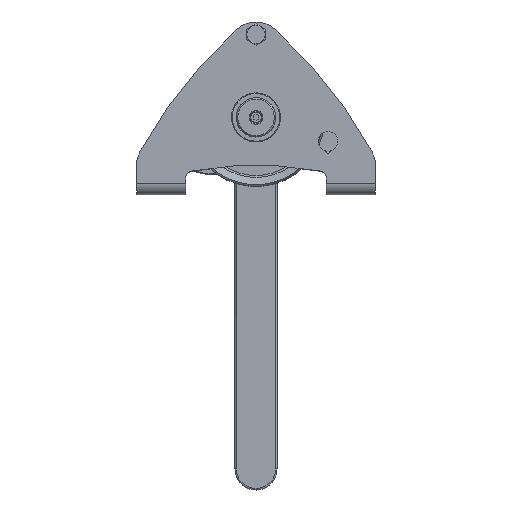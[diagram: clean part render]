
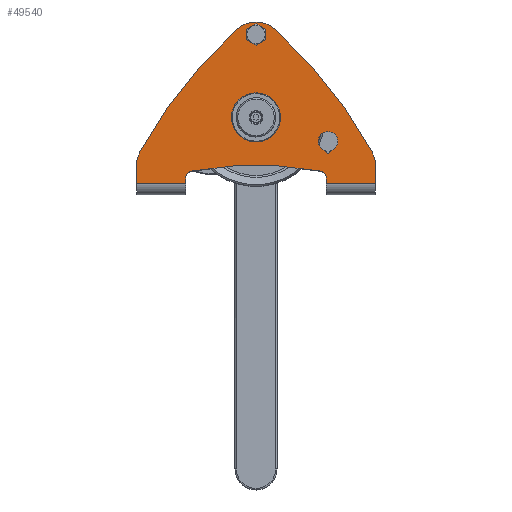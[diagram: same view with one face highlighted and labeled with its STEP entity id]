
A CAD part, top view. The second image highlights one B-rep face of the part: STEP entity #49540.
In plain terms, the highlighted face is planar.
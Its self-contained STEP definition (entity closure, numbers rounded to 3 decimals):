
#38010=CARTESIAN_POINT('',(-49.754,-23.837,
0.5));
#38020=VERTEX_POINT('',#38010);
#38070=CARTESIAN_POINT('',(-51.254,-17.,0.5));
#38080=DIRECTION('',(0.,0.,1.));
#38090=DIRECTION('',(0.,1.,0.));
#38100=AXIS2_PLACEMENT_3D('',#38070,#38080,#38090);
#38110=CIRCLE('',#38100,7.);
#38120=CARTESIAN_POINT('',(-52.754,-23.837,
0.5));
#38130=VERTEX_POINT('',#38120);
#38140=EDGE_CURVE('',#38020,#38130,#38110,.T.);
#38990=CARTESIAN_POINT('',(-49.754,-24.,
0.5));
#39000=VERTEX_POINT('',#38990);
#39030=CARTESIAN_POINT('',(-49.754,0.,0.5));
#39040=DIRECTION('',(0.,-1.,0.));
#39050=VECTOR('',#39040,1.);
#39060=LINE('',#39030,#39050);
#39070=EDGE_CURVE('',#38020,#39000,#39060,.T.);
#39660=CARTESIAN_POINT('',(-52.754,-24.,
0.5));
#39670=VERTEX_POINT('',#39660);
#39700=CARTESIAN_POINT('',(-51.254,-24.,
0.5));
#39710=DIRECTION('',(0.,0.,-1.));
#39720=DIRECTION('',(-1.,0.,0.));
#39730=AXIS2_PLACEMENT_3D('',#39700,#39710,#39720);
#39740=CIRCLE('',#39730,1.5);
#39750=EDGE_CURVE('',#39000,#39670,#39740,.T.);
#41500=CARTESIAN_POINT('',(-52.754,0.,0.5));
#41510=DIRECTION('',(0.,1.,0.));
#41520=VECTOR('',#41510,1.);
#41530=LINE('',#41500,#41520);
#41540=EDGE_CURVE('',#39670,#38130,#41530,.T.);
#41780=CARTESIAN_POINT('',(-45.909,-38.209,
0.5));
#41790=VERTEX_POINT('',#41780);
#41820=CARTESIAN_POINT('',(-45.,-43.125,
0.5));
#41830=DIRECTION('',(0.,0.,-1.));
#41840=DIRECTION('',(-1.,0.,0.));
#41850=AXIS2_PLACEMENT_3D('',#41820,#41830,#41840);
#41860=CIRCLE('',#41850,5.);
#41870=CARTESIAN_POINT('',(-50.,-43.125,0.5));
#41880=VERTEX_POINT('',#41870);
#41890=EDGE_CURVE('',#41880,#41790,#41860,.T.);
#45430=CARTESIAN_POINT('',(45.909,-38.209,
0.5));
#45440=VERTEX_POINT('',#45430);
#45470=CARTESIAN_POINT('',(0.,-286.5,
0.5));
#45480=DIRECTION('',(0.,0.,-1.));
#45490=DIRECTION('',(1.,0.,0.));
#45500=AXIS2_PLACEMENT_3D('',#45470,#45480,#45490);
#45510=CIRCLE('',#45500,252.5);
#45520=EDGE_CURVE('',#41790,#45440,#45510,.T.);
#46530=CARTESIAN_POINT('',(-50.,0.,0.5));
#46540=DIRECTION('',(0.,1.,0.));
#46550=VECTOR('',#46540,1.);
#46560=LINE('',#46530,#46550);
#46570=CARTESIAN_POINT('',(-50.,-47.,
0.5));
#46580=VERTEX_POINT('',#46570);
#46590=EDGE_CURVE('',#46580,#41880,#46560,.T.);
#47770=CARTESIAN_POINT('',(-33.5,-0.121,0.5));
#47780=DIRECTION('',(0.,0.,-1.));
#47790=DIRECTION('',(-1.,0.,0.));
#47800=AXIS2_PLACEMENT_3D('',#47770,#47780,#47790);
#47810=PLANE('',#47800);
#47820=CARTESIAN_POINT('',(0.,0.,
0.5));
#47830=DIRECTION('',(0.,0.,-1.));
#47840=DIRECTION('',(-0.498,-0.867,0.));
#47850=AXIS2_PLACEMENT_3D('',#47820,#47830,#47840);
#47860=CIRCLE('',#47850,17.5);
#47870=CARTESIAN_POINT('',(1.5,-17.436,0.5));
#47880=VERTEX_POINT('',#47870);
#47890=CARTESIAN_POINT('',(-8.712,-15.177,
0.5));
#47900=VERTEX_POINT('',#47890);
#47910=EDGE_CURVE('',#47880,#47900,#47860,.T.);
#47920=ORIENTED_EDGE('',*,*,#47910,.F.);
#47930=CARTESIAN_POINT('',(8.712,15.177,
0.5));
#47940=VERTEX_POINT('',#47930);
#47950=EDGE_CURVE('',#47900,#47940,#47860,.T.);
#47960=ORIENTED_EDGE('',*,*,#47950,.F.);
#47970=EDGE_CURVE('',#47940,#47880,#47860,.T.);
#47980=ORIENTED_EDGE('',*,*,#47970,.F.);
#47990=EDGE_LOOP('',(#47980,#47960,#47920));
#48000=FACE_BOUND('',#47990,.T.);
#48010=CARTESIAN_POINT('',(0.,66.506,0.5));
#48020=DIRECTION('',(0.866,0.5,0.));
#48030=VECTOR('',#48020,1.);
#48040=LINE('',#48010,#48030);
#48050=CARTESIAN_POINT('',(-6.5,62.753,
0.5));
#48060=VERTEX_POINT('',#48050);
#48070=CARTESIAN_POINT('',(0.,66.506,
0.5));
#48080=VERTEX_POINT('',#48070);
#48090=EDGE_CURVE('',#48060,#48080,#48040,.T.);
#48100=ORIENTED_EDGE('',*,*,#48090,.F.);
#48110=CARTESIAN_POINT('',(0.,66.506,0.5));
#48120=DIRECTION('',(0.866,-0.5,0.));
#48130=VECTOR('',#48120,1.);
#48140=LINE('',#48110,#48130);
#48150=CARTESIAN_POINT('',(6.5,62.753,0.5));
#48160=VERTEX_POINT('',#48150);
#48170=EDGE_CURVE('',#48080,#48160,#48140,.T.);
#48180=ORIENTED_EDGE('',*,*,#48170,.F.);
#48190=CARTESIAN_POINT('',(6.5,0.,0.5));
#48200=DIRECTION('',(0.,-1.,0.));
#48210=VECTOR('',#48200,1.);
#48220=LINE('',#48190,#48210);
#48230=CARTESIAN_POINT('',(6.5,55.247,0.5));
#48240=VERTEX_POINT('',#48230);
#48250=EDGE_CURVE('',#48160,#48240,#48220,.T.);
#48260=ORIENTED_EDGE('',*,*,#48250,.F.);
#48270=CARTESIAN_POINT('',(0.,51.494,0.5));
#48280=DIRECTION('',(-0.866,-0.5,0.));
#48290=VECTOR('',#48280,1.);
#48300=LINE('',#48270,#48290);
#48310=CARTESIAN_POINT('',(0.,51.494,
0.5));
#48320=VERTEX_POINT('',#48310);
#48330=EDGE_CURVE('',#48240,#48320,#48300,.T.);
#48340=ORIENTED_EDGE('',*,*,#48330,.F.);
#48350=CARTESIAN_POINT('',(0.,51.494,0.5));
#48360=DIRECTION('',(-0.866,0.5,0.));
#48370=VECTOR('',#48360,1.);
#48380=LINE('',#48350,#48370);
#48390=CARTESIAN_POINT('',(-6.5,55.247,0.5));
#48400=VERTEX_POINT('',#48390);
#48410=EDGE_CURVE('',#48320,#48400,#48380,.T.);
#48420=ORIENTED_EDGE('',*,*,#48410,.F.);
#48430=CARTESIAN_POINT('',(-6.5,0.,0.5));
#48440=DIRECTION('',(0.,1.,0.));
#48450=VECTOR('',#48440,1.);
#48460=LINE('',#48430,#48450);
#48470=EDGE_CURVE('',#48400,#48060,#48460,.T.);
#48480=ORIENTED_EDGE('',*,*,#48470,.F.);
#48490=EDGE_LOOP('',(#48480,#48420,#48340,#48260,#48180,#48100));
#48500=FACE_BOUND('',#48490,.T.);
#48510=ORIENTED_EDGE('',*,*,#39070,.F.);
#48520=ORIENTED_EDGE('',*,*,#39750,.F.);
#48530=ORIENTED_EDGE('',*,*,#41540,.F.);
#48540=ORIENTED_EDGE('',*,*,#38140,.T.);
#48550=EDGE_LOOP('',(#48540,#48530,#48520,#48510));
#48560=FACE_BOUND('',#48550,.T.);
#48570=ORIENTED_EDGE('',*,*,#41890,.F.);
#48580=ORIENTED_EDGE('',*,*,#45520,.F.);
#48590=CARTESIAN_POINT('',(45.,-43.125,0.5));
#48600=DIRECTION('',(0.,0.,-1.));
#48610=DIRECTION('',(-1.,0.,0.));
#48620=AXIS2_PLACEMENT_3D('',#48590,#48600,#48610);
#48630=CIRCLE('',#48620,5.);
#48640=CARTESIAN_POINT('',(50.,-43.125,0.5));
#48650=VERTEX_POINT('',#48640);
#48660=EDGE_CURVE('',#45440,#48650,#48630,.T.);
#48670=ORIENTED_EDGE('',*,*,#48660,.F.);
#48680=CARTESIAN_POINT('',(50.,0.,0.5));
#48690=DIRECTION('',(0.,-1.,0.));
#48700=VECTOR('',#48690,1.);
#48710=LINE('',#48680,#48700);
#48720=CARTESIAN_POINT('',(50.,-47.,0.5));
#48730=VERTEX_POINT('',#48720);
#48740=EDGE_CURVE('',#48650,#48730,#48710,.T.);
#48750=ORIENTED_EDGE('',*,*,#48740,.F.);
#48760=CARTESIAN_POINT('',(50.,-47.,0.5));
#48770=DIRECTION('',(1.,0.,0.));
#48780=VECTOR('',#48770,1.);
#48790=LINE('',#48760,#48780);
#48800=CARTESIAN_POINT('',(85.,-47.,0.5));
#48810=VERTEX_POINT('',#48800);
#48820=EDGE_CURVE('',#48730,#48810,#48790,.T.);
#48830=ORIENTED_EDGE('',*,*,#48820,.F.);
#48840=CARTESIAN_POINT('',(85.,0.,0.5));
#48850=DIRECTION('',(0.,-1.,0.));
#48860=VECTOR('',#48850,1.);
#48870=LINE('',#48840,#48860);
#48880=CARTESIAN_POINT('',(85.,-34.,0.5));
#48890=VERTEX_POINT('',#48880);
#48900=EDGE_CURVE('',#48890,#48810,#48870,.T.);
#48910=ORIENTED_EDGE('',*,*,#48900,.T.);
#48920=CARTESIAN_POINT('',(65.,-34.,0.5));
#48930=DIRECTION('',(0.,0.,-1.));
#48940=DIRECTION('',(-1.,0.,0.));
#48950=AXIS2_PLACEMENT_3D('',#48920,#48930,#48940);
#48960=CIRCLE('',#48950,20.);
#48970=CARTESIAN_POINT('',(82.6,-24.5,
0.5));
#48980=VERTEX_POINT('',#48970);
#48990=EDGE_CURVE('',#48980,#48890,#48960,.T.);
#49000=ORIENTED_EDGE('',*,*,#48990,.T.);
#49010=CARTESIAN_POINT('',(-198.995,-176.502,
0.5));
#49020=DIRECTION('',(0.,0.,-1.));
#49030=DIRECTION('',(-1.,0.,0.));
#49040=AXIS2_PLACEMENT_3D('',#49010,#49020,#49030);
#49050=CIRCLE('',#49040,320.);
#49060=CARTESIAN_POINT('',(13.266,62.967,
0.5));
#49070=VERTEX_POINT('',#49060);
#49080=EDGE_CURVE('',#49070,#48980,#49050,.T.);
#49090=ORIENTED_EDGE('',*,*,#49080,.T.);
#49100=CARTESIAN_POINT('',(0.,48.,
0.5));
#49110=DIRECTION('',(0.,0.,-1.));
#49120=DIRECTION('',(-0.664,0.748,
0.));
#49130=AXIS2_PLACEMENT_3D('',#49100,#49110,#49120);
#49140=CIRCLE('',#49130,20.);
#49150=CARTESIAN_POINT('',(-13.266,62.967,
0.5));
#49160=VERTEX_POINT('',#49150);
#49170=EDGE_CURVE('',#49160,#49070,#49140,.T.);
#49180=ORIENTED_EDGE('',*,*,#49170,.T.);
#49190=CARTESIAN_POINT('',(198.995,-176.502,
0.5));
#49200=DIRECTION('',(0.,0.,-1.));
#49210=DIRECTION('',(-1.,0.,0.));
#49220=AXIS2_PLACEMENT_3D('',#49190,#49200,#49210);
#49230=CIRCLE('',#49220,320.);
#49240=CARTESIAN_POINT('',(-82.6,-24.5,
0.5));
#49250=VERTEX_POINT('',#49240);
#49260=EDGE_CURVE('',#49250,#49160,#49230,.T.);
#49270=ORIENTED_EDGE('',*,*,#49260,.T.);
#49280=CARTESIAN_POINT('',(-65.,-34.,0.5));
#49290=DIRECTION('',(0.,0.,-1.));
#49300=DIRECTION('',(-1.,0.,0.));
#49310=AXIS2_PLACEMENT_3D('',#49280,#49290,#49300);
#49320=CIRCLE('',#49310,20.);
#49330=CARTESIAN_POINT('',(-85.,-34.,0.5));
#49340=VERTEX_POINT('',#49330);
#49350=EDGE_CURVE('',#49340,#49250,#49320,.T.);
#49360=ORIENTED_EDGE('',*,*,#49350,.T.);
#49370=CARTESIAN_POINT('',(-85.,0.,0.5));
#49380=DIRECTION('',(0.,-1.,0.));
#49390=VECTOR('',#49380,1.);
#49400=LINE('',#49370,#49390);
#49410=CARTESIAN_POINT('',(-85.,-47.,0.5));
#49420=VERTEX_POINT('',#49410);
#49430=EDGE_CURVE('',#49340,#49420,#49400,.T.);
#49440=ORIENTED_EDGE('',*,*,#49430,.F.);
#49450=CARTESIAN_POINT('',(-85.,-47.,
0.5));
#49460=DIRECTION('',(1.,0.,0.));
#49470=VECTOR('',#49460,1.);
#49480=LINE('',#49450,#49470);
#49490=EDGE_CURVE('',#49420,#46580,#49480,.T.);
#49500=ORIENTED_EDGE('',*,*,#49490,.F.);
#49510=ORIENTED_EDGE('',*,*,#46590,.F.);
#49520=EDGE_LOOP('',(#49510,#49500,#49440,#49360,#49270,#49180,#49090,
#49000,#48910,#48830,#48750,#48670,#48580,#48570));
#49530=FACE_OUTER_BOUND('',#49520,.T.);
#49540=ADVANCED_FACE('',(#48000,#48500,#48560,#49530),#47810,.T.);
